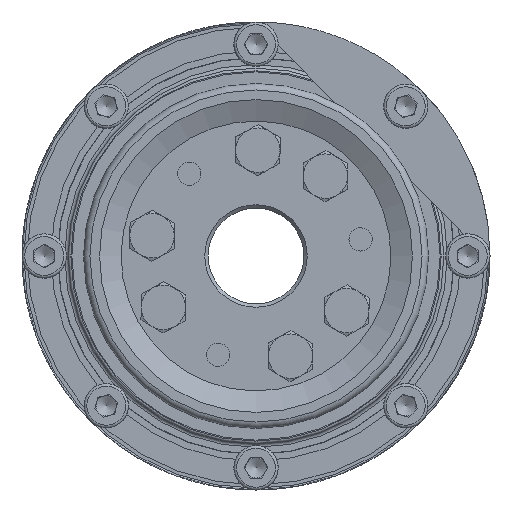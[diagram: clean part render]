
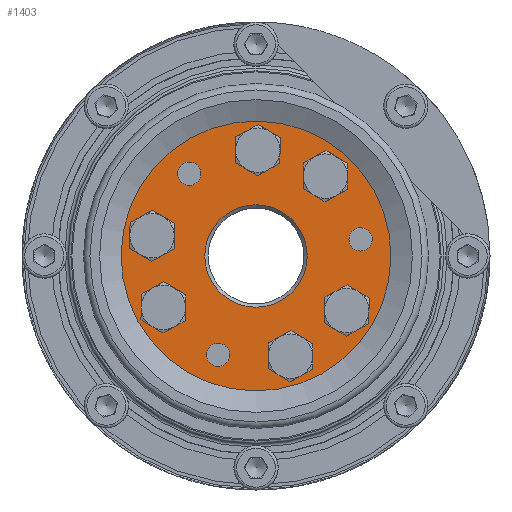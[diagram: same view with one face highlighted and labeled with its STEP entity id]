
A CAD part, left-side view. The second image highlights one B-rep face of the part: STEP entity #1403.
In plain terms, the highlighted planar face has unit normal (-1, 0, 0).
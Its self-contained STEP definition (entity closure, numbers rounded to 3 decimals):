
#1403 = ADVANCED_FACE( '', ( #3306, #3307, #3308, #3309, #3310, #3311, #3312, #3313, #3314, #3315, #3316 ), #3317, .T. );
#3306 = FACE_BOUND( '', #5713, .T. );
#3307 = FACE_OUTER_BOUND( '', #5714, .T. );
#3308 = FACE_BOUND( '', #5715, .T. );
#3309 = FACE_BOUND( '', #5716, .T. );
#3310 = FACE_BOUND( '', #5717, .T. );
#3311 = FACE_BOUND( '', #5718, .T. );
#3312 = FACE_BOUND( '', #5719, .T. );
#3313 = FACE_BOUND( '', #5720, .T. );
#3314 = FACE_BOUND( '', #5721, .T. );
#3315 = FACE_BOUND( '', #5722, .T. );
#3316 = FACE_BOUND( '', #5723, .T. );
#3317 = PLANE( '', #5724 );
#5713 = EDGE_LOOP( '', ( #9621 ) );
#5714 = EDGE_LOOP( '', ( #9622 ) );
#5715 = EDGE_LOOP( '', ( #9623 ) );
#5716 = EDGE_LOOP( '', ( #9624 ) );
#5717 = EDGE_LOOP( '', ( #9625 ) );
#5718 = EDGE_LOOP( '', ( #9626 ) );
#5719 = EDGE_LOOP( '', ( #9627 ) );
#5720 = EDGE_LOOP( '', ( #9628 ) );
#5721 = EDGE_LOOP( '', ( #9629 ) );
#5722 = EDGE_LOOP( '', ( #9630 ) );
#5723 = EDGE_LOOP( '', ( #9631 ) );
#5724 = AXIS2_PLACEMENT_3D( '', #9632, #9633, #9634 );
#9621 = ORIENTED_EDGE( '', *, *, #13476, .T. );
#9622 = ORIENTED_EDGE( '', *, *, #12157, .T. );
#9623 = ORIENTED_EDGE( '', *, *, #12603, .F. );
#9624 = ORIENTED_EDGE( '', *, *, #13364, .F. );
#9625 = ORIENTED_EDGE( '', *, *, #13477, .F. );
#9626 = ORIENTED_EDGE( '', *, *, #13478, .F. );
#9627 = ORIENTED_EDGE( '', *, *, #13479, .F. );
#9628 = ORIENTED_EDGE( '', *, *, #13480, .F. );
#9629 = ORIENTED_EDGE( '', *, *, #13481, .F. );
#9630 = ORIENTED_EDGE( '', *, *, #12222, .F. );
#9631 = ORIENTED_EDGE( '', *, *, #13482, .F. );
#9632 = CARTESIAN_POINT( '', ( -66.5, -0.201, 11.498 ) );
#9633 = DIRECTION( '', ( -1., 0., 0. ) );
#9634 = DIRECTION( '', ( 0., 1., 0. ) );
#12157 = EDGE_CURVE( '', #14149, #14149, #14150, .T. );
#12222 = EDGE_CURVE( '', #14264, #14264, #14265, .T. );
#12603 = EDGE_CURVE( '', #14915, #14915, #14916, .T. );
#13364 = EDGE_CURVE( '', #16060, #16060, #16061, .T. );
#13476 = EDGE_CURVE( '', #16214, #16214, #16215, .F. );
#13477 = EDGE_CURVE( '', #16216, #16216, #16217, .T. );
#13478 = EDGE_CURVE( '', #16218, #16218, #16219, .T. );
#13479 = EDGE_CURVE( '', #16220, #16220, #16221, .T. );
#13480 = EDGE_CURVE( '', #16222, #16222, #16223, .T. );
#13481 = EDGE_CURVE( '', #16224, #16224, #16225, .T. );
#13482 = EDGE_CURVE( '', #16226, #16226, #16227, .T. );
#14149 = VERTEX_POINT( '', #17115 );
#14150 = CIRCLE( '', #17116, 39.5 );
#14264 = VERTEX_POINT( '', #17253 );
#14265 = CIRCLE( '', #17254, 5.7 );
#14915 = VERTEX_POINT( '', #18793 );
#14916 = CIRCLE( '', #18794, 3.4 );
#16060 = VERTEX_POINT( '', #21110 );
#16061 = CIRCLE( '', #21111, 3.4 );
#16214 = VERTEX_POINT( '', #21365 );
#16215 = CIRCLE( '', #21366, 15. );
#16216 = VERTEX_POINT( '', #21367 );
#16217 = CIRCLE( '', #21368, 3.4 );
#16218 = VERTEX_POINT( '', #21369 );
#16219 = CIRCLE( '', #21370, 5.7 );
#16220 = VERTEX_POINT( '', #21371 );
#16221 = CIRCLE( '', #21372, 5.7 );
#16222 = VERTEX_POINT( '', #21373 );
#16223 = CIRCLE( '', #21374, 5.7 );
#16224 = VERTEX_POINT( '', #21375 );
#16225 = CIRCLE( '', #21376, 5.7 );
#16226 = VERTEX_POINT( '', #21377 );
#16227 = CIRCLE( '', #21378, 5.7 );
#17115 = CARTESIAN_POINT( '', ( -66.5, -0.689, 39.494 ) );
#17116 = AXIS2_PLACEMENT_3D( '', #22786, #22787, #22788 );
#17253 = CARTESIAN_POINT( '', ( -66.5, 24.73, 5.915 ) );
#17254 = AXIS2_PLACEMENT_3D( '', #22893, #22894, #22895 );
#18793 = CARTESIAN_POINT( '', ( -66.5, 19.45, 27.491 ) );
#18794 = AXIS2_PLACEMENT_3D( '', #23329, #23330, #23331 );
#21110 = CARTESIAN_POINT( '', ( -66.5, 11.05, -25.542 ) );
#21111 = AXIS2_PLACEMENT_3D( '', #24294, #24295, #24296 );
#21365 = CARTESIAN_POINT( '', ( -66.5, -15., 0. ) );
#21366 = AXIS2_PLACEMENT_3D( '', #24427, #24428, #24429 );
#21367 = CARTESIAN_POINT( '', ( -66.5, -30.678, 8.249 ) );
#21368 = AXIS2_PLACEMENT_3D( '', #24430, #24431, #24432 );
#21369 = CARTESIAN_POINT( '', ( -66.5, -32.272, -15.966 ) );
#21370 = AXIS2_PLACEMENT_3D( '', #24433, #24434, #24435 );
#21371 = CARTESIAN_POINT( '', ( -66.5, 21.413, -15.029 ) );
#21372 = AXIS2_PLACEMENT_3D( '', #24436, #24437, #24438 );
#21373 = CARTESIAN_POINT( '', ( -66.5, -6.241, 30.995 ) );
#21374 = AXIS2_PLACEMENT_3D( '', #24439, #24440, #24441 );
#21375 = CARTESIAN_POINT( '', ( -66.5, -26.038, 23.396 ) );
#21376 = AXIS2_PLACEMENT_3D( '', #24442, #24443, #24444 );
#21377 = CARTESIAN_POINT( '', ( -66.5, -15.793, -29.311 ) );
#21378 = AXIS2_PLACEMENT_3D( '', #24445, #24446, #24447 );
#22786 = CARTESIAN_POINT( '', ( -66.5, 0., 0. ) );
#22787 = DIRECTION( '', ( -1., 0., 0. ) );
#22788 = DIRECTION( '', ( 0., -0.017, 1. ) );
#22893 = CARTESIAN_POINT( '', ( -66.5, 30.43, 5.915 ) );
#22894 = DIRECTION( '', ( -1., 0., 0. ) );
#22895 = DIRECTION( '', ( 0., -1., 0. ) );
#23329 = CARTESIAN_POINT( '', ( -66.5, 19.509, 24.092 ) );
#23330 = DIRECTION( '', ( -1., 0., 0. ) );
#23331 = DIRECTION( '', ( 0., -0.017, 1. ) );
#24294 = CARTESIAN_POINT( '', ( -66.5, 11.109, -28.941 ) );
#24295 = DIRECTION( '', ( -1., 0., 0. ) );
#24296 = DIRECTION( '', ( 0., -0.017, 1. ) );
#24427 = CARTESIAN_POINT( '', ( -66.5, 0., 0. ) );
#24428 = DIRECTION( '', ( -1., 0., 0. ) );
#24429 = DIRECTION( '', ( 0., -1., 0. ) );
#24430 = CARTESIAN_POINT( '', ( -66.5, -30.618, 4.849 ) );
#24431 = DIRECTION( '', ( -1., 0., 0. ) );
#24432 = DIRECTION( '', ( 0., -0.017, 1. ) );
#24433 = CARTESIAN_POINT( '', ( -66.5, -26.572, -15.966 ) );
#24434 = DIRECTION( '', ( -1., 0., 0. ) );
#24435 = DIRECTION( '', ( 0., -1., 0. ) );
#24436 = CARTESIAN_POINT( '', ( -66.5, 27.113, -15.029 ) );
#24437 = DIRECTION( '', ( -1., 0., 0. ) );
#24438 = DIRECTION( '', ( 0., -1., 0. ) );
#24439 = CARTESIAN_POINT( '', ( -66.5, -0.541, 30.995 ) );
#24440 = DIRECTION( '', ( -1., 0., 0. ) );
#24441 = DIRECTION( '', ( 0., -1., 0. ) );
#24442 = CARTESIAN_POINT( '', ( -66.5, -20.338, 23.396 ) );
#24443 = DIRECTION( '', ( -1., 0., 0. ) );
#24444 = DIRECTION( '', ( 0., -1., 0. ) );
#24445 = CARTESIAN_POINT( '', ( -66.5, -10.093, -29.311 ) );
#24446 = DIRECTION( '', ( -1., 0., 0. ) );
#24447 = DIRECTION( '', ( 0., -1., 0. ) );
